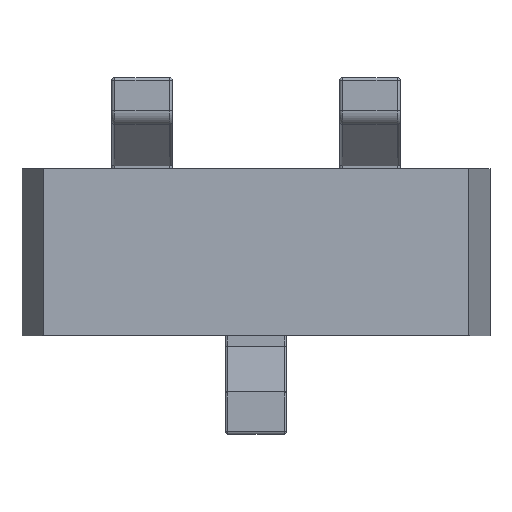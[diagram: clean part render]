
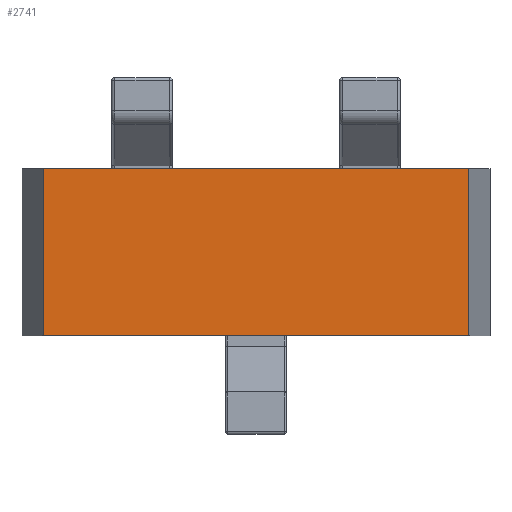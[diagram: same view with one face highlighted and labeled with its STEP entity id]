
A CAD part, front view. The second image highlights one B-rep face of the part: STEP entity #2741.
In plain terms, the highlighted planar face has unit normal (0, -1, 0).
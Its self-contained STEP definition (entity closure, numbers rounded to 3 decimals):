
#104=PLANE('',#2929);
#179=FACE_OUTER_BOUND('',#351,.T.);
#351=EDGE_LOOP('',(#1903,#1904,#1905,#1906));
#688=LINE('',#5862,#901);
#699=LINE('',#5893,#912);
#701=LINE('',#5897,#914);
#702=LINE('',#5898,#915);
#901=VECTOR('',#3251,2.8);
#912=VECTOR('',#3278,1.1);
#914=VECTOR('',#3282,1.1);
#915=VECTOR('',#3283,2.8);
#1164=VERTEX_POINT('',#5859);
#1165=VERTEX_POINT('',#5861);
#1177=VERTEX_POINT('',#5892);
#1178=VERTEX_POINT('',#5896);
#1415=EDGE_CURVE('',#1165,#1164,#688,.T.);
#1430=EDGE_CURVE('',#1177,#1165,#699,.T.);
#1432=EDGE_CURVE('',#1178,#1164,#701,.T.);
#1433=EDGE_CURVE('',#1177,#1178,#702,.T.);
#1903=ORIENTED_EDGE('',*,*,#1415,.T.);
#1904=ORIENTED_EDGE('',*,*,#1432,.F.);
#1905=ORIENTED_EDGE('',*,*,#1433,.F.);
#1906=ORIENTED_EDGE('',*,*,#1430,.T.);
#2741=ADVANCED_FACE('',(#179),#104,.F.);
#2929=AXIS2_PLACEMENT_3D('',#5895,#3280,#3281);
#3251=DIRECTION('',(1.,0.,0.));
#3278=DIRECTION('',(0.,0.,-1.));
#3280=DIRECTION('center_axis',(0.,1.,0.));
#3281=DIRECTION('ref_axis',(0.,0.,1.));
#3282=DIRECTION('',(0.,0.,-1.));
#3283=DIRECTION('',(1.,0.,0.));
#5859=CARTESIAN_POINT('',(0.823,-0.155,2.856));
#5861=CARTESIAN_POINT('',(-1.977,-0.155,2.856));
#5862=CARTESIAN_POINT('',(-1.977,-0.155,2.856));
#5892=CARTESIAN_POINT('',(-1.977,-0.155,3.956));
#5893=CARTESIAN_POINT('',(-1.977,-0.155,3.956));
#5895=CARTESIAN_POINT('Origin',(0.823,-0.155,3.956));
#5896=CARTESIAN_POINT('',(0.823,-0.155,3.956));
#5897=CARTESIAN_POINT('',(0.823,-0.155,3.956));
#5898=CARTESIAN_POINT('',(-1.977,-0.155,3.956));
